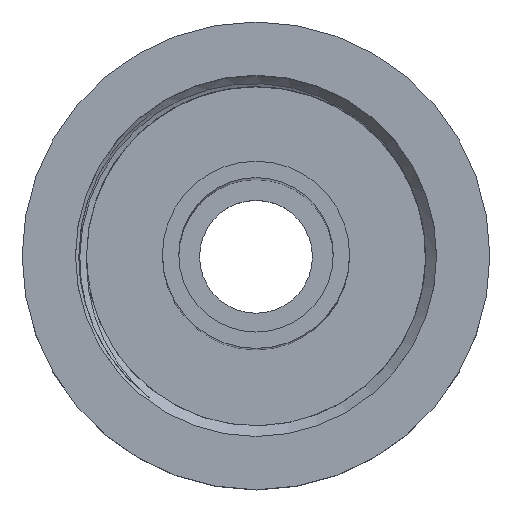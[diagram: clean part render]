
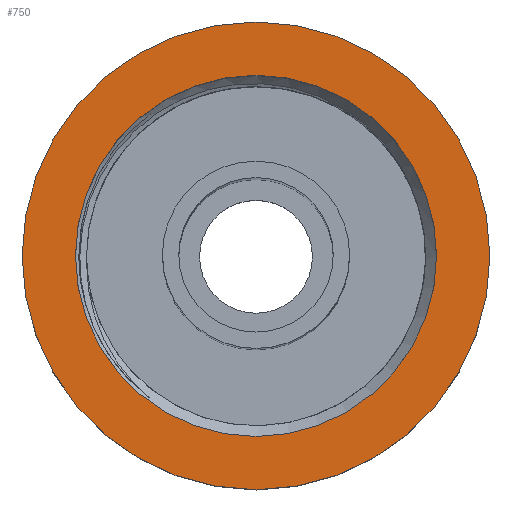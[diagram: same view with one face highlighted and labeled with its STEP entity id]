
A CAD part, top view. The second image highlights one B-rep face of the part: STEP entity #750.
In plain terms, the highlighted planar face has unit normal (0, 0, 1).
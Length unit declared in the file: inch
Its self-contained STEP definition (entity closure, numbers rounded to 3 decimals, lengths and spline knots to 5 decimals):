
#24=FACE_BOUND('',#146,.T.);
#54=PLANE('',#834);
#97=FACE_OUTER_BOUND('',#145,.T.);
#145=EDGE_LOOP('',(#685));
#146=EDGE_LOOP('',(#686));
#169=CIRCLE('',#817,0.3937);
#175=CIRCLE('',#830,0.304);
#350=VERTEX_POINT('',#2086);
#356=VERTEX_POINT('',#2380);
#452=EDGE_CURVE('',#350,#350,#169,.T.);
#464=EDGE_CURVE('',#356,#356,#175,.T.);
#685=ORIENTED_EDGE('',*,*,#452,.T.);
#686=ORIENTED_EDGE('',*,*,#464,.T.);
#750=ADVANCED_FACE('',(#97,#24),#54,.T.);
#817=AXIS2_PLACEMENT_3D('',#2087,#974,#975);
#830=AXIS2_PLACEMENT_3D('',#2381,#1004,#1005);
#834=AXIS2_PLACEMENT_3D('',#2387,#1014,#1015);
#974=DIRECTION('center_axis',(0.,0.,1.));
#975=DIRECTION('ref_axis',(1.,0.,0.));
#1004=DIRECTION('center_axis',(0.,0.,-1.));
#1005=DIRECTION('ref_axis',(1.,0.,0.));
#1014=DIRECTION('center_axis',(0.,0.,1.));
#1015=DIRECTION('ref_axis',(1.,0.,0.));
#2086=CARTESIAN_POINT('',(-0.3937,0.,1.));
#2087=CARTESIAN_POINT('Origin',(0.,0.,1.));
#2380=CARTESIAN_POINT('',(-0.304,0.,1.));
#2381=CARTESIAN_POINT('Origin',(0.,0.,1.));
#2387=CARTESIAN_POINT('Origin',(0.,0.,1.));
